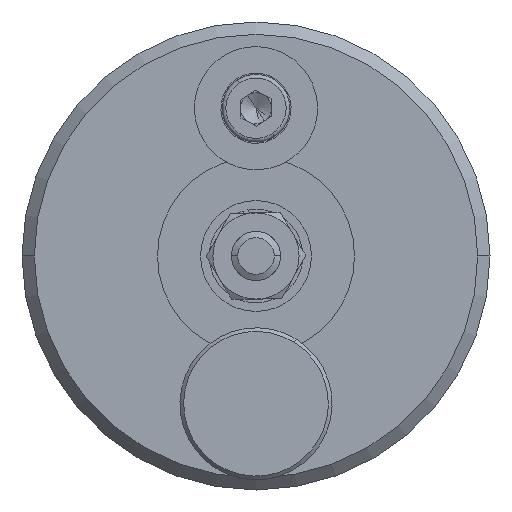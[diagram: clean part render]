
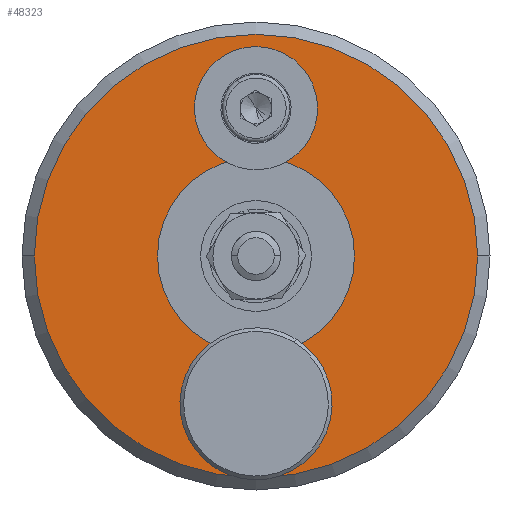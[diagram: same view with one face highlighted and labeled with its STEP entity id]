
A CAD part, front view. The second image highlights one B-rep face of the part: STEP entity #48323.
In plain terms, the highlighted face is planar.
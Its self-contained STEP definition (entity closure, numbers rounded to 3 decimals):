
#344 = CIRCLE ( 'NONE', #28580, 1.25 ) ;
#402 = CIRCLE ( 'NONE', #27841, 1.25 ) ;
#1037 = ORIENTED_EDGE ( 'NONE', *, *, #20875, .F. ) ;
#1573 = CARTESIAN_POINT ( 'NONE',  ( -18., 0., -22. ) ) ;
#1854 = VERTEX_POINT ( 'NONE', #28270 ) ;
#3316 = CARTESIAN_POINT ( 'NONE',  ( 0., 0., -22. ) ) ;
#3328 = CARTESIAN_POINT ( 'NONE',  ( -1.25, 12., -22. ) ) ;
#3780 = EDGE_CURVE ( 'NONE', #36706, #44853, #24176, .T. ) ;
#4167 = EDGE_CURVE ( 'NONE', #14657, #24159, #402, .T. ) ;
#4874 = CARTESIAN_POINT ( 'NONE',  ( 0., 0., -22. ) ) ;
#5515 = DIRECTION ( 'NONE',  ( -1., 0., 0. ) ) ;
#5845 = AXIS2_PLACEMENT_3D ( 'NONE', #4874, #12174, #8654 ) ;
#6127 = ORIENTED_EDGE ( 'NONE', *, *, #43772, .T. ) ;
#6143 = DIRECTION ( 'NONE',  ( 1., 0., 0. ) ) ;
#6191 = ORIENTED_EDGE ( 'NONE', *, *, #41411, .T. ) ;
#6284 = EDGE_LOOP ( 'NONE', ( #1037, #27612 ) ) ;
#6354 = DIRECTION ( 'NONE',  ( 1., 0., 0. ) ) ;
#8654 = DIRECTION ( 'NONE',  ( 1., 0., 0. ) ) ;
#9108 = CARTESIAN_POINT ( 'NONE',  ( 0., -12., -22. ) ) ;
#9900 = DIRECTION ( 'NONE',  ( 0., 0., 1. ) ) ;
#10417 = DIRECTION ( 'NONE',  ( 0., 0., 1. ) ) ;
#11105 = CARTESIAN_POINT ( 'NONE',  ( 1.25, 12., -22. ) ) ;
#11298 = CARTESIAN_POINT ( 'NONE',  ( 0., -12., -22. ) ) ;
#12174 = DIRECTION ( 'NONE',  ( 0., 0., -1. ) ) ;
#13376 = DIRECTION ( 'NONE',  ( -1., 0., 0. ) ) ;
#13491 = CARTESIAN_POINT ( 'NONE',  ( 0., 12., -22. ) ) ;
#14268 = ORIENTED_EDGE ( 'NONE', *, *, #20256, .T. ) ;
#14657 = VERTEX_POINT ( 'NONE', #11105 ) ;
#17124 = CIRCLE ( 'NONE', #43713, 8. ) ;
#17764 = CIRCLE ( 'NONE', #35591, 1.25 ) ;
#17824 = ORIENTED_EDGE ( 'NONE', *, *, #21715, .F. ) ;
#20256 = EDGE_CURVE ( 'NONE', #27382, #21970, #47600, .T. ) ;
#20875 = EDGE_CURVE ( 'NONE', #30669, #1854, #49253, .T. ) ;
#20954 = CARTESIAN_POINT ( 'NONE',  ( 8., 0., -22. ) ) ;
#21075 = DIRECTION ( 'NONE',  ( -1., 0., 0. ) ) ;
#21715 = EDGE_CURVE ( 'NONE', #24159, #14657, #17764, .T. ) ;
#21836 = AXIS2_PLACEMENT_3D ( 'NONE', #11298, #33278, #41096 ) ;
#21968 = DIRECTION ( 'NONE',  ( 1., 0., 0. ) ) ;
#21970 = VERTEX_POINT ( 'NONE', #20954 ) ;
#22596 = AXIS2_PLACEMENT_3D ( 'NONE', #37194, #10417, #6143 ) ;
#24159 = VERTEX_POINT ( 'NONE', #3328 ) ;
#24176 = CIRCLE ( 'NONE', #34234, 18. ) ;
#24340 = ORIENTED_EDGE ( 'NONE', *, *, #4167, .F. ) ;
#24503 = DIRECTION ( 'NONE',  ( 0., 0., -1. ) ) ;
#25309 = FACE_BOUND ( 'NONE', #48918, .T. ) ;
#25765 = CARTESIAN_POINT ( 'NONE',  ( 0., 0., -22. ) ) ;
#27382 = VERTEX_POINT ( 'NONE', #46258 ) ;
#27612 = ORIENTED_EDGE ( 'NONE', *, *, #36786, .F. ) ;
#27841 = AXIS2_PLACEMENT_3D ( 'NONE', #13491, #44047, #21075 ) ;
#28270 = CARTESIAN_POINT ( 'NONE',  ( 1.25, -12., -22. ) ) ;
#28580 = AXIS2_PLACEMENT_3D ( 'NONE', #9108, #24503, #13376 ) ;
#29338 = PLANE ( 'NONE',  #38989 ) ;
#30669 = VERTEX_POINT ( 'NONE', #44520 ) ;
#33278 = DIRECTION ( 'NONE',  ( 0., 0., -1. ) ) ;
#33363 = FACE_OUTER_BOUND ( 'NONE', #38546, .T. ) ;
#34104 = DIRECTION ( 'NONE',  ( 0., 0., -1. ) ) ;
#34234 = AXIS2_PLACEMENT_3D ( 'NONE', #3316, #34104, #43666 ) ;
#35591 = AXIS2_PLACEMENT_3D ( 'NONE', #35793, #47170, #5515 ) ;
#35793 = CARTESIAN_POINT ( 'NONE',  ( 0., 12., -22. ) ) ;
#36706 = VERTEX_POINT ( 'NONE', #1573 ) ;
#36786 = EDGE_CURVE ( 'NONE', #1854, #30669, #344, .T. ) ;
#37194 = CARTESIAN_POINT ( 'NONE',  ( 0., 0., -22. ) ) ;
#38066 = EDGE_LOOP ( 'NONE', ( #6191, #14268 ) ) ;
#38546 = EDGE_LOOP ( 'NONE', ( #6127, #40683 ) ) ;
#38989 = AXIS2_PLACEMENT_3D ( 'NONE', #40454, #9900, #6354 ) ;
#39721 = CIRCLE ( 'NONE', #5845, 18. ) ;
#40454 = CARTESIAN_POINT ( 'NONE',  ( 0., 19., -22. ) ) ;
#40683 = ORIENTED_EDGE ( 'NONE', *, *, #3780, .T. ) ;
#41096 = DIRECTION ( 'NONE',  ( -1., 0., 0. ) ) ;
#41411 = EDGE_CURVE ( 'NONE', #21970, #27382, #17124, .T. ) ;
#43640 = CARTESIAN_POINT ( 'NONE',  ( 18., 0., -22. ) ) ;
#43666 = DIRECTION ( 'NONE',  ( 1., 0., 0. ) ) ;
#43713 = AXIS2_PLACEMENT_3D ( 'NONE', #25765, #48969, #21968 ) ;
#43772 = EDGE_CURVE ( 'NONE', #44853, #36706, #39721, .T. ) ;
#44047 = DIRECTION ( 'NONE',  ( 0., 0., -1. ) ) ;
#44520 = CARTESIAN_POINT ( 'NONE',  ( -1.25, -12., -22. ) ) ;
#44853 = VERTEX_POINT ( 'NONE', #43640 ) ;
#45459 = FACE_BOUND ( 'NONE', #38066, .T. ) ;
#46258 = CARTESIAN_POINT ( 'NONE',  ( -8., 0., -22. ) ) ;
#47170 = DIRECTION ( 'NONE',  ( 0., 0., -1. ) ) ;
#47600 = CIRCLE ( 'NONE', #22596, 8. ) ;
#48323 = ADVANCED_FACE ( 'NONE', ( #33363, #48763, #25309, #45459 ), #29338, .F. ) ;
#48763 = FACE_BOUND ( 'NONE', #6284, .T. ) ;
#48918 = EDGE_LOOP ( 'NONE', ( #17824, #24340 ) ) ;
#48969 = DIRECTION ( 'NONE',  ( 0., 0., 1. ) ) ;
#49253 = CIRCLE ( 'NONE', #21836, 1.25 ) ;
